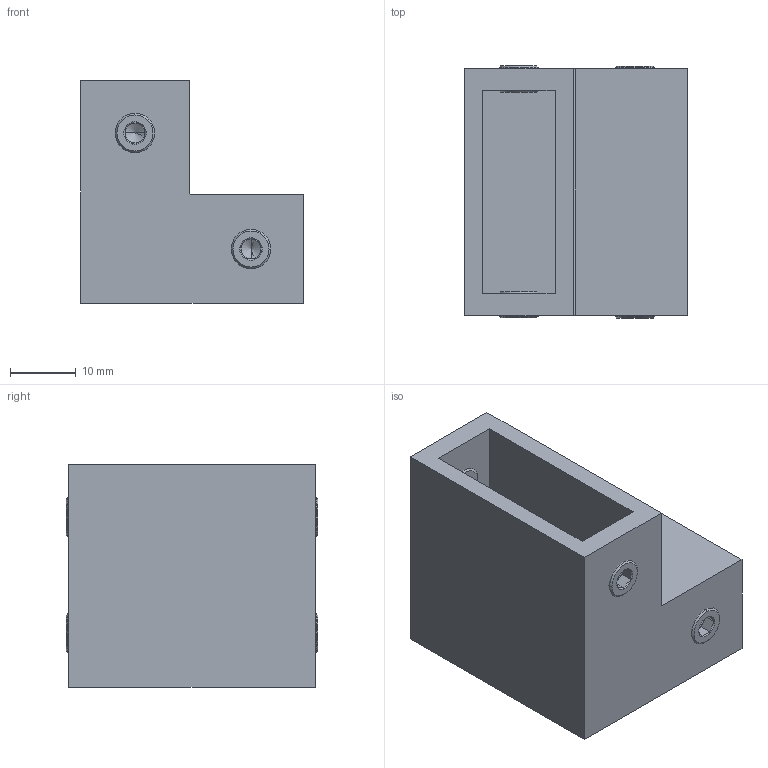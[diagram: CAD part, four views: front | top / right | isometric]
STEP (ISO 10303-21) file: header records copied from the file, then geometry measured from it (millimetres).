
FILE_DESCRIPTION (( 'STEP AP203' ), '1' );
FILE_NAME ('GS-304_ZP-225_P_Cr.STEP', '2019-09-12T05:35:27', ( '' ), ( '' ), 'SwSTEP 2.0', 'SolidWorks 2019', '' );
FILE_SCHEMA (( 'CONFIG_CONTROL_DESIGN' ));
Length unit declared in the file: millimetre
Products named in the file (3): GS-304_ZP-225_P_Cr.P1; GS-304_ZP-225_P_Cr; DIN 913_M6x4_A2-70
Assembly tree (5 placements, depth 2):
  GS-304_ZP-225_P_Cr
    GS-304_ZP-225_P_Cr.P1
    DIN 913_M6x4_A2-70  x4
Bounding box: 34 x 38.4 x 34 mm (x, y, z)
Volume: 14672.3 mm3; surface area: 11090.4 mm2
Topology: 5 solids, 5 shells, 139 faces, 291 edges, 158 vertices
Faces by surface type: plane 70, cone 52, cylinder 17
Entity records: 1891 total; most frequent: CARTESIAN_POINT 296, DIRECTION 270, ORIENTED_EDGE 236, EDGE_CURVE 118, AXIS2_PLACEMENT_3D 99, VECTOR 72, LINE 72, VERTEX_POINT 71
